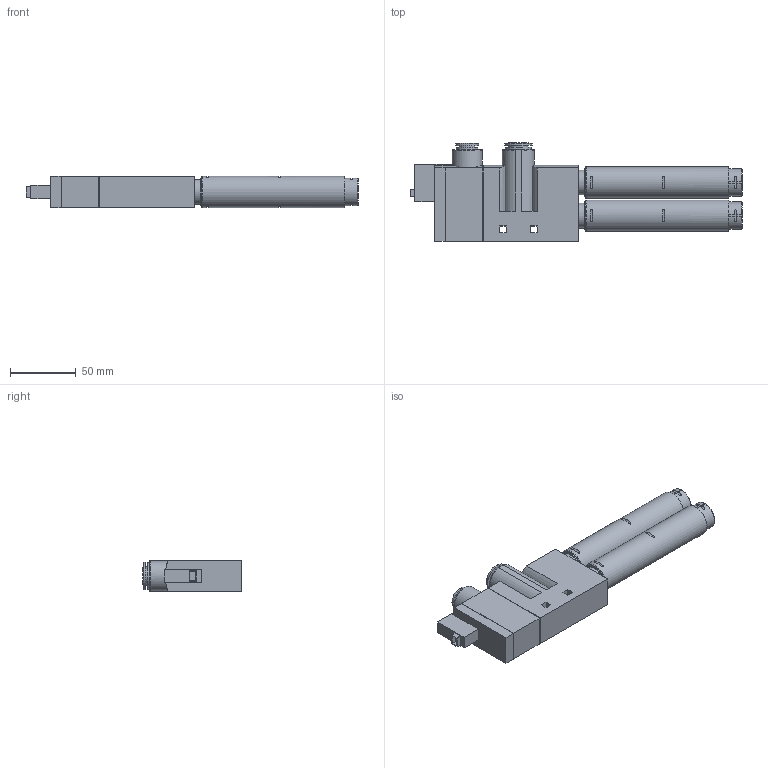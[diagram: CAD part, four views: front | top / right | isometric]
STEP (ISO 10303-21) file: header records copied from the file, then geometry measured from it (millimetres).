
FILE_DESCRIPTION(/* description */ ('STEP AP214'),/* implementation_level */ '2;1');
FILE_NAME(/* name */ '532662_VN-30-H-T6-PQ4-VQ5-RO2-M',/* time_stamp */ '2024-09-11T07:26:24+02:00',/* author */ ('License CC BY-ND 4.0'),/* organization */ ('CADENAS'),/* preprocessor_version */ 'ST-DEVELOPER v19.3',/* originating_system */ 'PARTsolutions',/* authorisation */ ' ');
FILE_SCHEMA (('AUTOMOTIVE_DESIGN {1 0 10303 214 3 1 1}'));
Length unit declared in the file: millimetre
Products named in the file (1): 532662 VN-30-H-T6-PQ4-VQ5-RO2-M
Bounding box: 253.3 x 75.1 x 24 mm (x, y, z)
Volume: 270041.8 mm3; surface area: 45728.4 mm2
Topology: 1 solids, 1 shells, 151 faces, 360 edges, 237 vertices
Faces by surface type: plane 91, cylinder 46, torus 12, cone 2
Full cylindrical faces by diameter (mm): 10 x1, 12 x2, 14.4 x1, 16.5 x1, 17.5 x1, 18.9 x2, 19.95 x1, 21 x3, 23 x1, 23.8 x2
Entity records: 5659 total; most frequent: CARTESIAN_POINT 1205, DIRECTION 680, ORIENTED_EDGE 650, EDGE_CURVE 325, AXIS2_PLACEMENT_3D 245, VERTEX_POINT 231, EDGE_LOOP 210, FACE_BOUND 210
